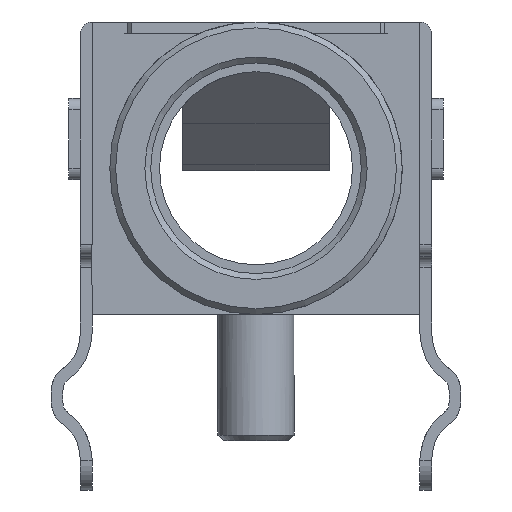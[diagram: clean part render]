
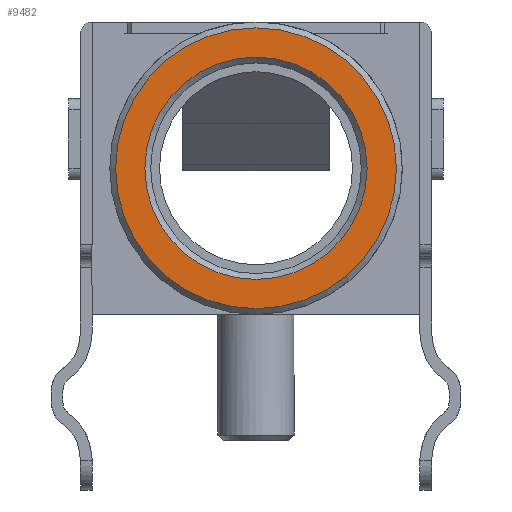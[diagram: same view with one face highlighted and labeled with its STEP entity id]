
A CAD part, front view. The second image highlights one B-rep face of the part: STEP entity #9482.
In plain terms, the highlighted planar face has unit normal (0, -1, 0).
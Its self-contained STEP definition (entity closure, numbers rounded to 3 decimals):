
#302=FACE_BOUND('',#1320,.T.);
#424=CIRCLE('',#10113,1.9);
#425=CIRCLE('',#10115,2.4);
#786=FACE_OUTER_BOUND('',#1319,.T.);
#1319=EDGE_LOOP('',(#7288));
#1320=EDGE_LOOP('',(#7289));
#4166=VERTEX_POINT('',#14362);
#4167=VERTEX_POINT('',#14366);
#5294=EDGE_CURVE('',#4166,#4166,#424,.T.);
#5295=EDGE_CURVE('',#4167,#4167,#425,.T.);
#7288=ORIENTED_EDGE('',*,*,#5295,.F.);
#7289=ORIENTED_EDGE('',*,*,#5294,.F.);
#9089=PLANE('',#10114);
#9482=ADVANCED_FACE('',(#786,#302),#9089,.F.);
#10113=AXIS2_PLACEMENT_3D('',#14364,#11668,#11669);
#10114=AXIS2_PLACEMENT_3D('',#14365,#11670,#11671);
#10115=AXIS2_PLACEMENT_3D('',#14367,#11672,#11673);
#11668=DIRECTION('center_axis',(0.,-1.,0.));
#11669=DIRECTION('ref_axis',(1.,0.,0.));
#11670=DIRECTION('center_axis',(0.,1.,0.));
#11671=DIRECTION('ref_axis',(1.,0.,0.));
#11672=DIRECTION('center_axis',(0.,1.,0.));
#11673=DIRECTION('ref_axis',(1.,0.,0.));
#14362=CARTESIAN_POINT('',(-1.9,0.,0.));
#14364=CARTESIAN_POINT('Origin',(0.,0.,0.));
#14365=CARTESIAN_POINT('Origin',(0.,0.,0.));
#14366=CARTESIAN_POINT('',(-2.4,0.,0.));
#14367=CARTESIAN_POINT('Origin',(0.,0.,0.));
